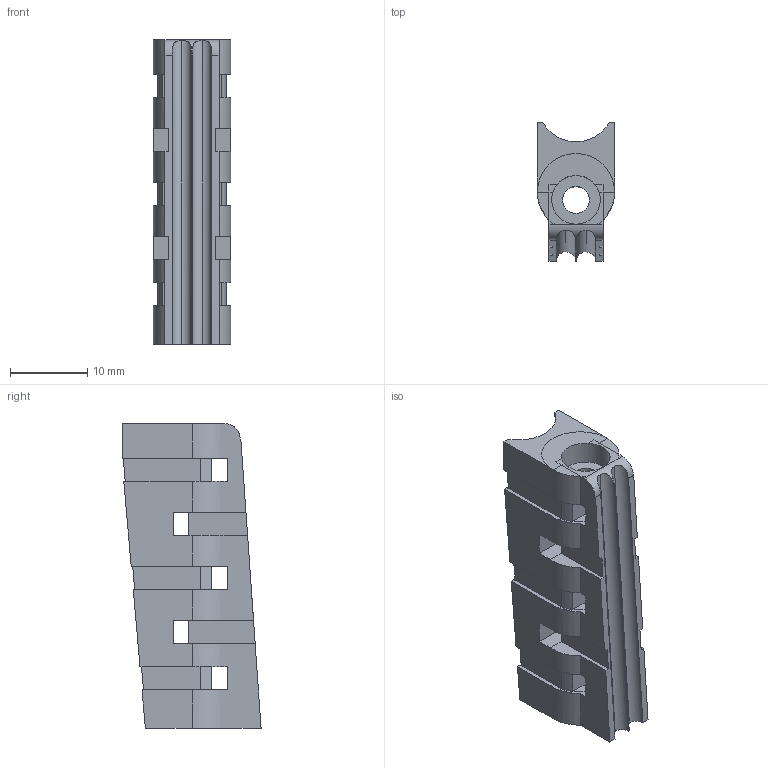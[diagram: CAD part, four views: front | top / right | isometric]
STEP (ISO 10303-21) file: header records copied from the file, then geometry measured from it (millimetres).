
FILE_DESCRIPTION(('FreeCAD Model'),'2;1');
FILE_NAME('cable-holder.step', '2017-12-05T18:35:30',('Author'),(''), 'Open CASCADE STEP processor 6.8','FreeCAD','Unknown');
FILE_SCHEMA(('AUTOMOTIVE_DESIGN_CC2 { 1 2 10303 214 -1 1 5 4 }'));
Length unit declared in the file: millimetre
Products named in the file (1): difference004
Bounding box: 10 x 17.91 x 39.5 mm (x, y, z)
Volume: 3590.8 mm3; surface area: 3157.4 mm2
Topology: 1 solids, 1 shells, 175 faces, 494 edges, 303 vertices
Faces by surface type: plane 149, cylinder 26
Full cylindrical faces by diameter (mm): 3.5 x1, 6.3 x1
Entity records: 20089 total; most frequent: CARTESIAN_POINT 10790, DIRECTION 1574, ORIENTED_EDGE 988, PCURVE 988, DEFINITIONAL_REPRESENTATION 988, LINE 774, VECTOR 774, EDGE_CURVE 494
